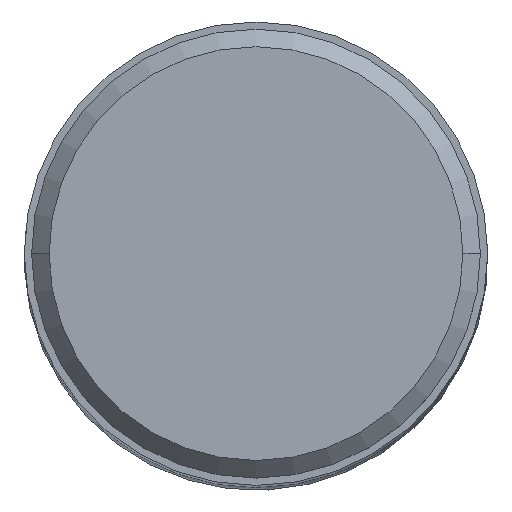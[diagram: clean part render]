
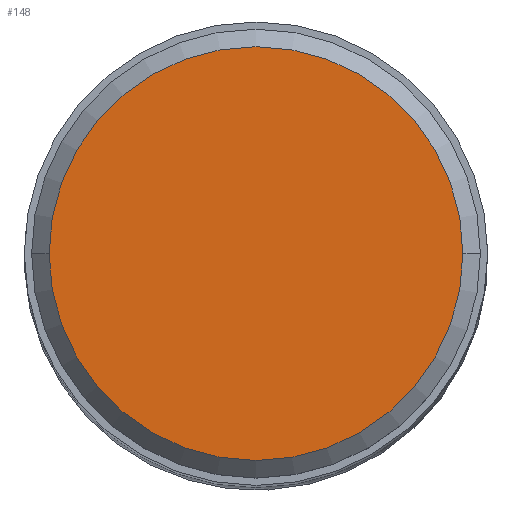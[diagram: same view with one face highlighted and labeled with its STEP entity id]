
A CAD part, top view. The second image highlights one B-rep face of the part: STEP entity #148.
In plain terms, the highlighted planar face has unit normal (0, 0, 1).
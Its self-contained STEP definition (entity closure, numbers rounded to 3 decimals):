
#29=PLANE('',#1084);
#148=ADVANCED_FACE('',(#217),#29,.F.);
#217=FACE_OUTER_BOUND('',#265,.T.);
#265=EDGE_LOOP('',(#464,#465,#466,#467));
#464=ORIENTED_EDGE('',*,*,#731,.T.);
#465=ORIENTED_EDGE('',*,*,#735,.T.);
#466=ORIENTED_EDGE('',*,*,#734,.T.);
#467=ORIENTED_EDGE('',*,*,#732,.T.);
#611=VERTEX_POINT('',#1700);
#612=VERTEX_POINT('',#1702);
#613=VERTEX_POINT('',#1704);
#614=VERTEX_POINT('',#1708);
#731=EDGE_CURVE('',#612,#611,#879,.T.);
#732=EDGE_CURVE('',#613,#612,#880,.T.);
#734=EDGE_CURVE('',#614,#613,#881,.T.);
#735=EDGE_CURVE('',#611,#614,#882,.T.);
#879=CIRCLE('',#1078,14.175);
#880=CIRCLE('',#1079,14.175);
#881=CIRCLE('',#1081,14.175);
#882=CIRCLE('',#1082,14.175);
#1078=AXIS2_PLACEMENT_3D('',#1701,#1385,#1386);
#1079=AXIS2_PLACEMENT_3D('',#1703,#1387,#1388);
#1081=AXIS2_PLACEMENT_3D('',#1707,#1392,#1393);
#1082=AXIS2_PLACEMENT_3D('',#1709,#1394,#1395);
#1084=AXIS2_PLACEMENT_3D('',#1711,#1398,#1399);
#1385=DIRECTION('',(0.,0.,1.));
#1386=DIRECTION('',(0.,-1.,0.));
#1387=DIRECTION('',(0.,0.,1.));
#1388=DIRECTION('',(-1.,0.,0.));
#1392=DIRECTION('',(0.,0.,1.));
#1393=DIRECTION('',(0.,1.,0.));
#1394=DIRECTION('',(0.,0.,1.));
#1395=DIRECTION('',(1.,0.,0.));
#1398=DIRECTION('',(0.,0.,-1.));
#1399=DIRECTION('',(1.,0.,0.));
#1700=CARTESIAN_POINT('',(14.175,0.,0.));
#1701=CARTESIAN_POINT('',(0.,0.,0.));
#1702=CARTESIAN_POINT('',(0.,-14.175,0.));
#1703=CARTESIAN_POINT('',(0.,0.,0.));
#1704=CARTESIAN_POINT('',(-14.175,0.,0.));
#1707=CARTESIAN_POINT('',(0.,0.,0.));
#1708=CARTESIAN_POINT('',(0.,14.175,0.));
#1709=CARTESIAN_POINT('',(0.,0.,0.));
#1711=CARTESIAN_POINT('',(0.,0.,0.));
